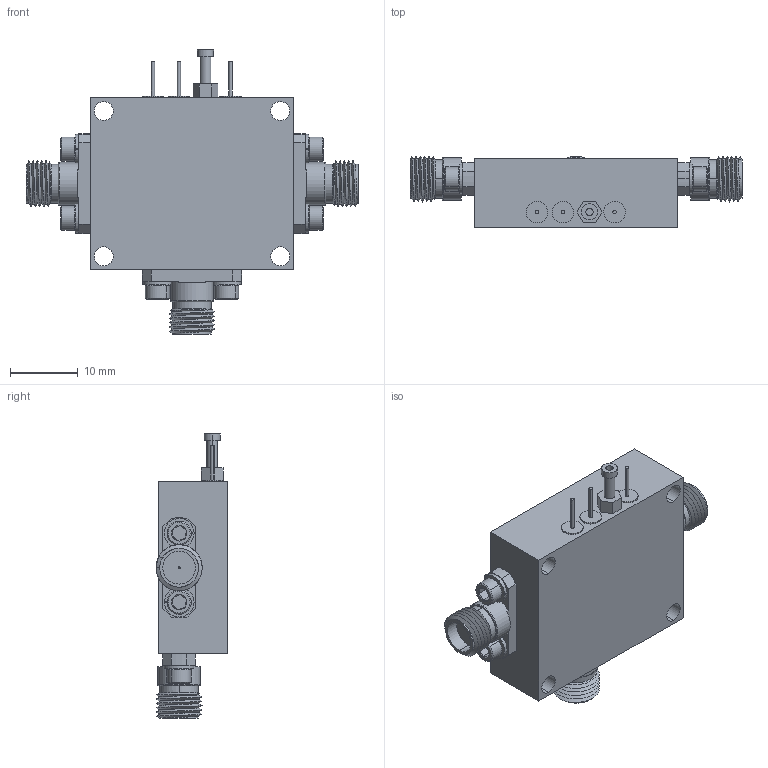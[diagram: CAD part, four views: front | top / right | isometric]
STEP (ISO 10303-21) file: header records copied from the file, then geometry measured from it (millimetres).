
FILE_DESCRIPTION (( 'STEP AP203' ), '1' );
FILE_NAME ('SKD-0524334560-KFKF-A3.STEP', '2018-10-11T16:54:48', ( '' ), ( '' ), 'SwSTEP 2.0', 'SolidWorks 2016', '' );
FILE_SCHEMA (( 'CONFIG_CONTROL_DESIGN' ));
Length unit declared in the file: inch
Products named in the file (1): SKD-0524334560-KFKF-A3
Bounding box: 48.9 x 10.59 x 41.85 mm (x, y, z)
Volume: 8719.1 mm3; surface area: 5543.3 mm2
Topology: 20 solids, 20 shells, 803 faces, 2063 edges, 1334 vertices
Faces by surface type: cylinder 503, plane 178, cone 96, bspline 20, torus 6
Entity records: 37154 total; most frequent: CARTESIAN_POINT 19724, ORIENTED_EDGE 4126, DIRECTION 3162, EDGE_CURVE 2063, VERTEX_POINT 1334, AXIS2_PLACEMENT_3D 1182, EDGE_LOOP 865, FACE_OUTER_BOUND 803
